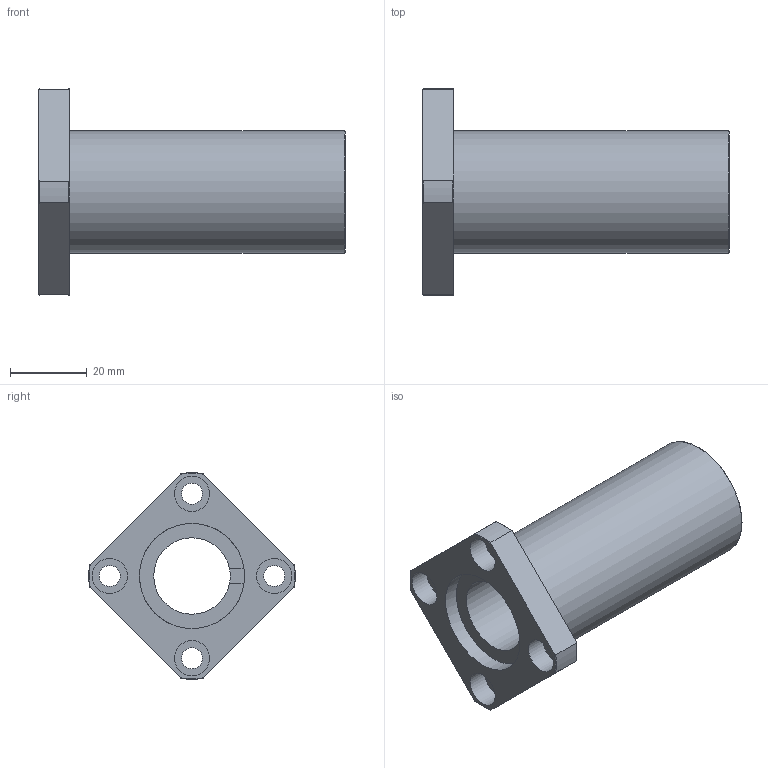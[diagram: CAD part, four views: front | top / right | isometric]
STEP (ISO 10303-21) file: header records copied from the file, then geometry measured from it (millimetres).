
FILE_DESCRIPTION( ( 'STEP AP214' ), '1' );
FILE_NAME( 'LMK 20L.stp', '2019-07-18T15:33:41', ( '' ), ( '' ), ' ', 'PARTsolutions', ' ' );
FILE_SCHEMA( ( 'AUTOMOTIVE_DESIGN { 1 0 10303 214 1 1 1 1 }' ) );
Length unit declared in the file: millimetre
Products named in the file (1): _LMK 20L
Bounding box: 80 x 53.97 x 53.97 mm (x, y, z)
Volume: 42718.8 mm3; surface area: 17163.8 mm2
Topology: 1 solids, 1 shells, 44 faces, 109 edges, 72 vertices
Faces by surface type: plane 19, cylinder 16, torus 9
Full cylindrical faces by diameter (mm): 5.5 x4, 9.2 x4, 20 x1, 27.5 x2, 32 x1
Entity records: 1698 total; most frequent: CARTESIAN_POINT 319, DIRECTION 212, ORIENTED_EDGE 186, EDGE_CURVE 93, AXIS2_PLACEMENT_3D 90, EDGE_LOOP 72, VERTEX_POINT 69, FACE_OUTER_BOUND 57
